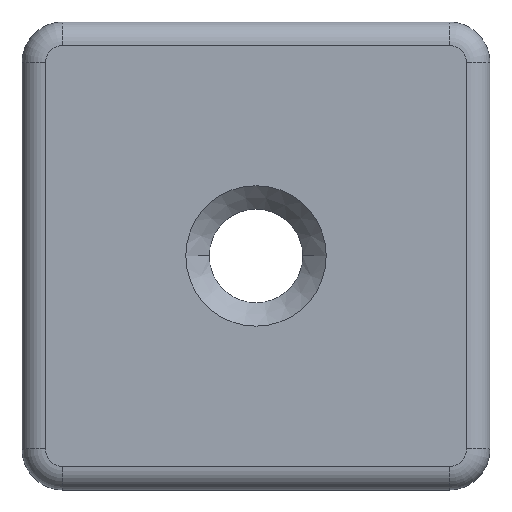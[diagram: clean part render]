
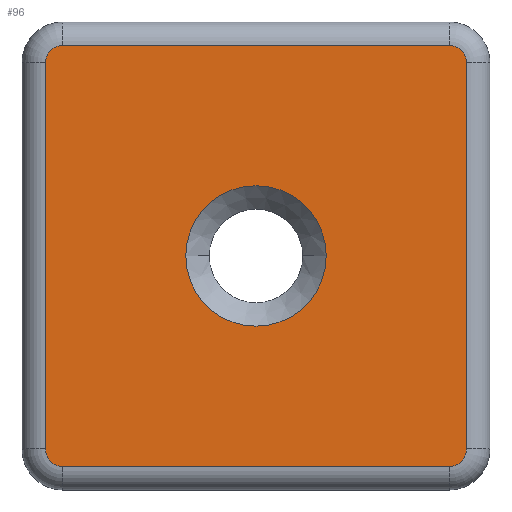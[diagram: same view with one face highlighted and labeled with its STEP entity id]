
A CAD part, top view. The second image highlights one B-rep face of the part: STEP entity #96.
In plain terms, the highlighted planar face has unit normal (0, 0, 1).
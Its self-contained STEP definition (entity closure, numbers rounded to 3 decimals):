
#96=ADVANCED_FACE('',(#399,#400),#401,.T.);
#399=FACE_OUTER_BOUND('',#953,.T.);
#400=FACE_BOUND('',#954,.T.);
#401=PLANE('',#955);
#953=EDGE_LOOP('',(#3664,#3665,#3666,#3667,#3668,#3669,#3670,#3671));
#954=EDGE_LOOP('',(#3672,#3673));
#955=AXIS2_PLACEMENT_3D('',#3674,#3675,#3676);
#3664=ORIENTED_EDGE('',*,*,#5409,.T.);
#3665=ORIENTED_EDGE('',*,*,#5410,.T.);
#3666=ORIENTED_EDGE('',*,*,#5411,.T.);
#3667=ORIENTED_EDGE('',*,*,#5412,.T.);
#3668=ORIENTED_EDGE('',*,*,#5413,.T.);
#3669=ORIENTED_EDGE('',*,*,#5414,.T.);
#3670=ORIENTED_EDGE('',*,*,#5415,.T.);
#3671=ORIENTED_EDGE('',*,*,#5416,.T.);
#3672=ORIENTED_EDGE('',*,*,#5273,.F.);
#3673=ORIENTED_EDGE('',*,*,#5417,.F.);
#3674=CARTESIAN_POINT('',(-16.5,-16.5,4.0));
#3675=DIRECTION('',(0.0,0.0,1.0));
#3676=DIRECTION('',(1.0,0.0,0.0));
#5273=EDGE_CURVE('',#5892,#5895,#5896,.T.);
#5409=EDGE_CURVE('',#6146,#6147,#6148,.T.);
#5410=EDGE_CURVE('',#6147,#6149,#6150,.T.);
#5411=EDGE_CURVE('',#6149,#6151,#6152,.T.);
#5412=EDGE_CURVE('',#6151,#6153,#6154,.T.);
#5413=EDGE_CURVE('',#6153,#6155,#6156,.T.);
#5414=EDGE_CURVE('',#6155,#6157,#6158,.T.);
#5415=EDGE_CURVE('',#6157,#6159,#6160,.T.);
#5416=EDGE_CURVE('',#6159,#6146,#6161,.T.);
#5417=EDGE_CURVE('',#5895,#5892,#6162,.T.);
#5892=VERTEX_POINT('',#6838);
#5895=VERTEX_POINT('',#6842);
#5896=CIRCLE('',#6843,6.0);
#6146=VERTEX_POINT('',#7353);
#6147=VERTEX_POINT('',#7354);
#6148=CIRCLE('',#7355,1.5);
#6149=VERTEX_POINT('',#7356);
#6150=LINE('',#7357,#7358);
#6151=VERTEX_POINT('',#7359);
#6152=CIRCLE('',#7360,1.5);
#6153=VERTEX_POINT('',#7361);
#6154=LINE('',#7362,#7363);
#6155=VERTEX_POINT('',#7364);
#6156=CIRCLE('',#7365,1.5);
#6157=VERTEX_POINT('',#7366);
#6158=LINE('',#7367,#7368);
#6159=VERTEX_POINT('',#7369);
#6160=CIRCLE('',#7370,1.5);
#6161=LINE('',#7371,#7372);
#6162=CIRCLE('',#7373,6.0);
#6838=CARTESIAN_POINT('',(6.0,0.0,4.0));
#6842=CARTESIAN_POINT('',(-6.0,0.,4.0));
#6843=AXIS2_PLACEMENT_3D('',#9309,#9310,#9311);
#7353=CARTESIAN_POINT('',(-16.5,18.0,4.0));
#7354=CARTESIAN_POINT('',(-18.0,16.5,4.0));
#7355=AXIS2_PLACEMENT_3D('',#9465,#9466,#9467);
#7356=CARTESIAN_POINT('',(-18.0,-16.5,4.0));
#7357=CARTESIAN_POINT('',(-18.0,-16.5,4.0));
#7358=VECTOR('',#9468,1000.0);
#7359=CARTESIAN_POINT('',(-16.5,-18.0,4.0));
#7360=AXIS2_PLACEMENT_3D('',#9469,#9470,#9471);
#7361=CARTESIAN_POINT('',(16.5,-18.0,4.0));
#7362=CARTESIAN_POINT('',(16.5,-18.0,4.0));
#7363=VECTOR('',#9472,1000.0);
#7364=CARTESIAN_POINT('',(18.0,-16.5,4.0));
#7365=AXIS2_PLACEMENT_3D('',#9473,#9474,#9475);
#7366=CARTESIAN_POINT('',(18.0,16.5,4.0));
#7367=CARTESIAN_POINT('',(18.0,16.5,4.0));
#7368=VECTOR('',#9476,1000.0);
#7369=CARTESIAN_POINT('',(16.5,18.0,4.0));
#7370=AXIS2_PLACEMENT_3D('',#9477,#9478,#9479);
#7371=CARTESIAN_POINT('',(-16.5,18.0,4.0));
#7372=VECTOR('',#9480,1000.0);
#7373=AXIS2_PLACEMENT_3D('',#9481,#9482,#9483);
#9309=CARTESIAN_POINT('',(0.0,0.0,4.0));
#9310=DIRECTION('',(0.0,-0.0,1.0));
#9311=DIRECTION('',(1.0,0.0,0.0));
#9465=CARTESIAN_POINT('',(-16.5,16.5,4.0));
#9466=DIRECTION('',(0.0,0.0,1.0));
#9467=DIRECTION('',(1.0,0.0,0.0));
#9468=DIRECTION('',(0.0,-1.0,0.0));
#9469=CARTESIAN_POINT('',(-16.5,-16.5,4.0));
#9470=DIRECTION('',(0.0,0.0,1.0));
#9471=DIRECTION('',(1.0,0.0,0.0));
#9472=DIRECTION('',(1.0,0.,0.0));
#9473=CARTESIAN_POINT('',(16.5,-16.5,4.0));
#9474=DIRECTION('',(0.0,0.0,1.0));
#9475=DIRECTION('',(1.0,0.0,0.0));
#9476=DIRECTION('',(0.0,1.0,0.0));
#9477=CARTESIAN_POINT('',(16.5,16.5,4.0));
#9478=DIRECTION('',(0.0,0.0,1.0));
#9479=DIRECTION('',(1.0,0.0,0.0));
#9480=DIRECTION('',(-1.0,0.,0.0));
#9481=CARTESIAN_POINT('',(0.0,0.0,4.0));
#9482=DIRECTION('',(0.0,-0.0,1.0));
#9483=DIRECTION('',(1.0,0.0,0.0));
